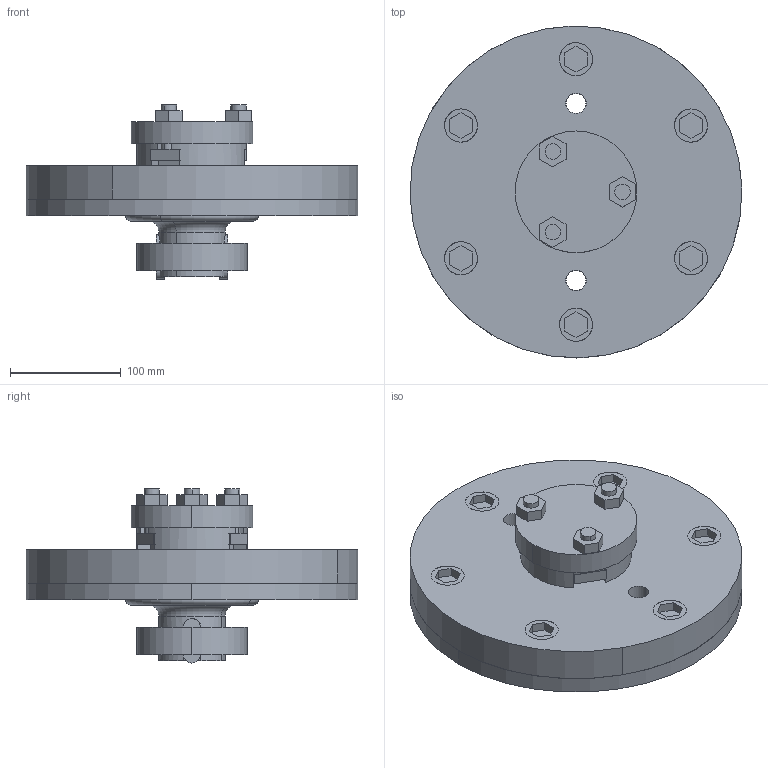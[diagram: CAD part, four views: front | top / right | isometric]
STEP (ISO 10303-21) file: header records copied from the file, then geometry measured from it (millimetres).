
FILE_DESCRIPTION(('CATIA V5 STEP Exchange','CAx-IF Rec.Pracs.--- Model Styling and Organization---1.5--- 2016-08-15','CAx-IF Rec.Pracs.---Supplemental Geometry---1.0---2011-11-01','CAx-IF Rec.Pracs.--- Composite Materials ---3.4---2017-06-13','CAx-IF Rec.Pracs.---Tessellated 3D Geometry---1.0---2015-12-17'),'2;1');
FILE_NAME('Projet_CATIA_Valve_3D.stp','2023-02-15T21:46:26+00:00',('none'),('none'),'CATIA Version 5-6 Release 2020 SP4','CATIA V5 STEP AP242 v2','none');
FILE_SCHEMA(('AP242_MANAGED_MODEL_BASED_3D_ENGINEERING_MIM_LF {1 0 10303 442 1 1 4}'));
Length unit declared in the file: millimetre
Products named in the file (9): Product1; Part6; Part3; Part5; Part7; Part2; Part8; Part4; NUT
Assembly tree (18 placements, depth 2):
  Product1
    Part6
    Part3
    Part5  x2
    Part7
    Part2  x6
    Part8  x3
    Part4
    NUT  x3
Bounding box: 300 x 300 x 157.25 mm (x, y, z)
Volume: 3654552.1 mm3; surface area: 462666.6 mm2
Topology: 18 solids, 18 shells, 292 faces, 681 edges, 448 vertices
Faces by surface type: plane 168, cylinder 118, torus 6
Entity records: 5185 total; most frequent: CARTESIAN_POINT 900, ORIENTED_EDGE 862, DIRECTION 737, EDGE_CURVE 431, AXIS2_PLACEMENT_3D 348, VERTEX_POINT 284, VECTOR 235, LINE 235
